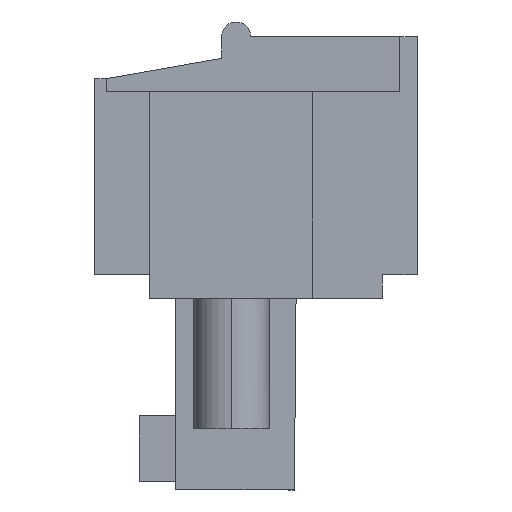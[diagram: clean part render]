
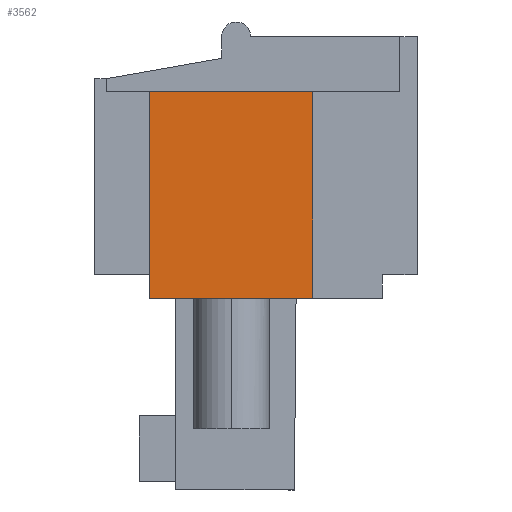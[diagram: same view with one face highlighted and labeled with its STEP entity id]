
A CAD part, left-side view. The second image highlights one B-rep face of the part: STEP entity #3562.
In plain terms, the highlighted planar face has unit normal (-1, 0, 0).
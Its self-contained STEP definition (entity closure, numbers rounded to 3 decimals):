
#3549=AXIS2_PLACEMENT_3D('Plane Axis2P3D',#3546,#3547,#3548) ;
#781=CARTESIAN_POINT('Vertex',(0.,3.6,6.6)) ;
#784=CARTESIAN_POINT('Line Origine',(0.,6.4,6.6)) ;
#788=CARTESIAN_POINT('Vertex',(0.,9.2,6.6)) ;
#2262=CARTESIAN_POINT('Line Origine',(0.,3.6,10.15)) ;
#2266=CARTESIAN_POINT('Vertex',(0.,3.6,13.7)) ;
#2764=CARTESIAN_POINT('Vertex',(0.,9.2,13.7)) ;
#2767=CARTESIAN_POINT('Line Origine',(0.,6.4,13.7)) ;
#3546=CARTESIAN_POINT('Axis2P3D Location',(0.,8.7,13.7)) ;
#3551=CARTESIAN_POINT('Line Origine',(0.,9.2,10.15)) ;
#785=DIRECTION('Vector Direction',(0.,-1.,0.)) ;
#2263=DIRECTION('Vector Direction',(0.,0.,-1.)) ;
#2768=DIRECTION('Vector Direction',(0.,-1.,0.)) ;
#3547=DIRECTION('Axis2P3D Direction',(1.,0.,0.)) ;
#3548=DIRECTION('Axis2P3D XDirection',(0.,-1.,0.)) ;
#3552=DIRECTION('Vector Direction',(0.,0.,-1.)) ;
#786=VECTOR('Line Direction',#785,1.) ;
#2264=VECTOR('Line Direction',#2263,1.) ;
#2769=VECTOR('Line Direction',#2768,1.) ;
#3553=VECTOR('Line Direction',#3552,1.) ;
#3557=ORIENTED_EDGE('',*,*,#3555,.T.) ;
#3558=ORIENTED_EDGE('',*,*,#790,.T.) ;
#3559=ORIENTED_EDGE('',*,*,#2268,.F.) ;
#3560=ORIENTED_EDGE('',*,*,#2771,.F.) ;
#3562=ADVANCED_FACE('HOUSING',(#3561),#3550,.F.) ;
#790=EDGE_CURVE('',#789,#782,#787,.T.) ;
#2268=EDGE_CURVE('',#2267,#782,#2265,.T.) ;
#2771=EDGE_CURVE('',#2765,#2267,#2770,.T.) ;
#3555=EDGE_CURVE('',#2765,#789,#3554,.T.) ;
#3556=EDGE_LOOP('',(#3557,#3558,#3559,#3560)) ;
#3561=FACE_OUTER_BOUND('',#3556,.T.) ;
#787=LINE('Line',#784,#786) ;
#2265=LINE('Line',#2262,#2264) ;
#2770=LINE('Line',#2767,#2769) ;
#3554=LINE('Line',#3551,#3553) ;
#3550=PLANE('',#3549) ;
#782=VERTEX_POINT('',#781) ;
#789=VERTEX_POINT('',#788) ;
#2267=VERTEX_POINT('',#2266) ;
#2765=VERTEX_POINT('',#2764) ;
